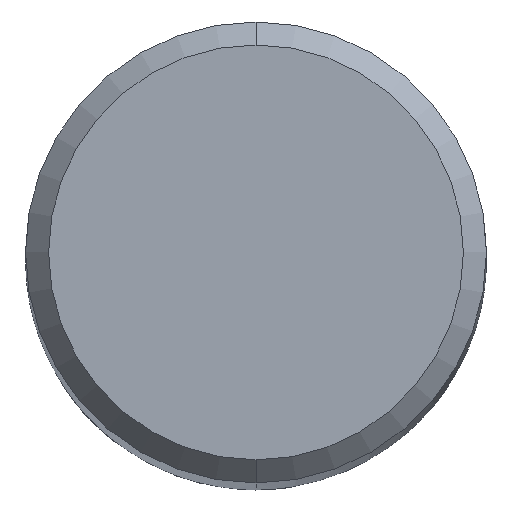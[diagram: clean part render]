
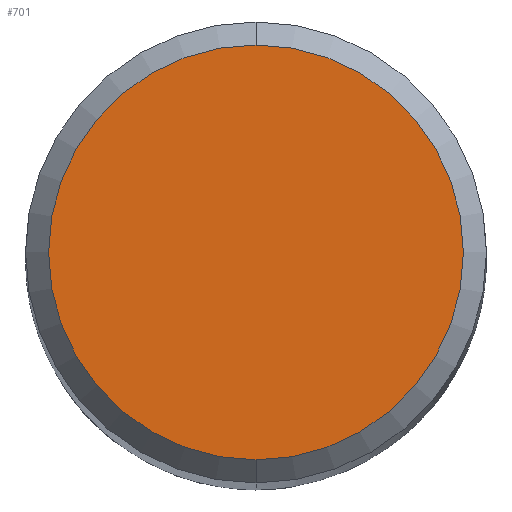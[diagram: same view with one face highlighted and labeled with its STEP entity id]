
A CAD part, top view. The second image highlights one B-rep face of the part: STEP entity #701.
In plain terms, the highlighted planar face has unit normal (0, 0, 1).
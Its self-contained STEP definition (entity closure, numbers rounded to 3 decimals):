
#403=EDGE_CURVE('',#849,#473,#1058,.T.);
#473=VERTEX_POINT('',#1136);
#539=EDGE_CURVE('',#473,#849,#1204,.T.);
#701=ADVANCED_FACE('',(#1374),#1375,.T.);
#849=VERTEX_POINT('',#1538);
#1058=CIRCLE('',#1824,5.4);
#1136=CARTESIAN_POINT('',(0.,-5.4,0.0));
#1204=CIRCLE('',#2461,5.4);
#1374=FACE_OUTER_BOUND('',#3446,.T.);
#1375=PLANE('',#3447);
#1538=CARTESIAN_POINT('',(0.0,5.4,0.0));
#1824=AXIS2_PLACEMENT_3D('',#5072,#5073,#5074);
#2461=AXIS2_PLACEMENT_3D('',#5211,#5212,#5213);
#3446=EDGE_LOOP('',(#5357,#5358));
#3447=AXIS2_PLACEMENT_3D('',#5359,#5360,#5361);
#5072=CARTESIAN_POINT('',(0.0,0.0,0.0));
#5073=DIRECTION('',(0.0,0.0,-1.0));
#5074=DIRECTION('',(0.0,1.0,0.0));
#5211=CARTESIAN_POINT('',(0.0,0.0,0.0));
#5212=DIRECTION('',(0.0,0.0,-1.0));
#5213=DIRECTION('',(0.0,1.0,0.0));
#5357=ORIENTED_EDGE('',*,*,#403,.F.);
#5358=ORIENTED_EDGE('',*,*,#539,.F.);
#5359=CARTESIAN_POINT('',(0.0,2.7,0.0));
#5360=DIRECTION('',(-0.0,0.0,1.0));
#5361=DIRECTION('',(0.0,-1.0,0.0));
